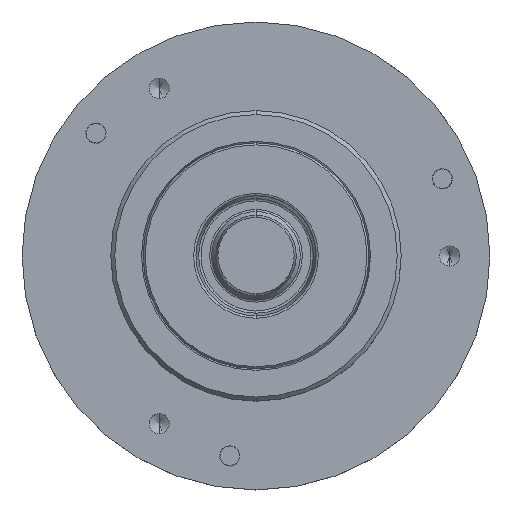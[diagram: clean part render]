
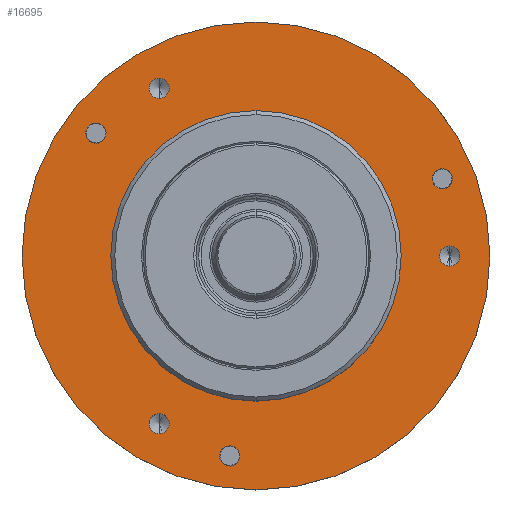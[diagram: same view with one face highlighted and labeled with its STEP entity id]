
A CAD part, top view. The second image highlights one B-rep face of the part: STEP entity #16695.
In plain terms, the highlighted planar face has unit normal (0, 0, 1).
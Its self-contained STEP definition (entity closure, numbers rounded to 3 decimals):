
#3642=CARTESIAN_POINT('',(0.,0.,17.));
#3643=DIRECTION('',(0.,0.,1.));
#3644=DIRECTION('',(1.,0.,0.));
#3645=AXIS2_PLACEMENT_3D('',#3642,#3643,#3644);
#3647=CARTESIAN_POINT('',(0.,0.,17.));
#3648=DIRECTION('',(0.,0.,1.));
#3649=DIRECTION('',(-1.,0.,0.));
#3650=AXIS2_PLACEMENT_3D('',#3647,#3648,#3649);
#3652=CARTESIAN_POINT('',(-19.834,15.219,17.));
#3653=DIRECTION('',(0.,0.,-1.));
#3654=DIRECTION('',(-0.793,0.609,0.));
#3655=AXIS2_PLACEMENT_3D('',#3652,#3653,#3654);
#3657=CARTESIAN_POINT('',(-19.834,15.219,17.));
#3658=DIRECTION('',(0.,0.,-1.));
#3659=DIRECTION('',(0.793,-0.609,0.));
#3660=AXIS2_PLACEMENT_3D('',#3657,#3658,#3659);
#3662=CARTESIAN_POINT('',(-3.263,-24.786,17.));
#3663=DIRECTION('',(0.,0.,-1.));
#3664=DIRECTION('',(-0.131,-0.991,0.));
#3665=AXIS2_PLACEMENT_3D('',#3662,#3663,#3664);
#3667=CARTESIAN_POINT('',(-3.263,-24.786,17.));
#3668=DIRECTION('',(0.,0.,-1.));
#3669=DIRECTION('',(0.131,0.991,0.));
#3670=AXIS2_PLACEMENT_3D('',#3667,#3668,#3669);
#3672=CARTESIAN_POINT('',(23.097,9.567,17.));
#3673=DIRECTION('',(0.,0.,-1.));
#3674=DIRECTION('',(0.924,0.383,0.));
#3675=AXIS2_PLACEMENT_3D('',#3672,#3673,#3674);
#3677=CARTESIAN_POINT('',(23.097,9.567,17.));
#3678=DIRECTION('',(0.,0.,-1.));
#3679=DIRECTION('',(-0.924,-0.383,0.));
#3680=AXIS2_PLACEMENT_3D('',#3677,#3678,#3679);
#3682=CARTESIAN_POINT('',(-12.,-20.785,17.));
#3683=DIRECTION('',(0.,0.,1.));
#3684=DIRECTION('',(0.,-1.,0.));
#3685=AXIS2_PLACEMENT_3D('',#3682,#3683,#3684);
#3687=CARTESIAN_POINT('',(-12.,-20.785,17.));
#3688=DIRECTION('',(0.,0.,1.));
#3689=DIRECTION('',(0.,1.,0.));
#3690=AXIS2_PLACEMENT_3D('',#3687,#3688,#3689);
#3692=CARTESIAN_POINT('',(-12.,20.785,17.));
#3693=DIRECTION('',(0.,0.,1.));
#3694=DIRECTION('',(0.,-1.,0.));
#3695=AXIS2_PLACEMENT_3D('',#3692,#3693,#3694);
#3697=CARTESIAN_POINT('',(-12.,20.785,17.));
#3698=DIRECTION('',(0.,0.,1.));
#3699=DIRECTION('',(0.,1.,0.));
#3700=AXIS2_PLACEMENT_3D('',#3697,#3698,#3699);
#3702=CARTESIAN_POINT('',(24.,0.,17.));
#3703=DIRECTION('',(0.,0.,1.));
#3704=DIRECTION('',(0.,-1.,0.));
#3705=AXIS2_PLACEMENT_3D('',#3702,#3703,#3704);
#3707=CARTESIAN_POINT('',(24.,0.,17.));
#3708=DIRECTION('',(0.,0.,1.));
#3709=DIRECTION('',(0.,1.,0.));
#3710=AXIS2_PLACEMENT_3D('',#3707,#3708,#3709);
#3720=CARTESIAN_POINT('',(0.,0.,17.));
#3721=DIRECTION('',(0.,0.,1.));
#3722=DIRECTION('',(0.,1.,0.));
#3723=AXIS2_PLACEMENT_3D('',#3720,#3721,#3722);
#3757=CARTESIAN_POINT('',(0.,0.,17.));
#3758=DIRECTION('',(0.,0.,-1.));
#3759=DIRECTION('',(0.,1.,0.));
#3760=AXIS2_PLACEMENT_3D('',#3757,#3758,#3759);
#13307=CARTESIAN_POINT('',(0.,18.,17.));
#13308=CARTESIAN_POINT('',(0.,-18.,17.));
#13309=VERTEX_POINT('',#13307);
#13310=VERTEX_POINT('',#13308);
#13311=CARTESIAN_POINT('',(29.,0.,17.));
#13312=CARTESIAN_POINT('',(-29.,0.,17.));
#13313=VERTEX_POINT('',#13311);
#13314=VERTEX_POINT('',#13312);
#13315=CARTESIAN_POINT('',(-20.826,15.98,17.));
#13316=CARTESIAN_POINT('',(-18.842,14.458,17.));
#13317=VERTEX_POINT('',#13315);
#13318=VERTEX_POINT('',#13316);
#13319=CARTESIAN_POINT('',(-3.426,-26.025,17.));
#13320=CARTESIAN_POINT('',(-3.1,-23.547,17.));
#13321=VERTEX_POINT('',#13319);
#13322=VERTEX_POINT('',#13320);
#13323=CARTESIAN_POINT('',(24.252,10.045,17.));
#13324=CARTESIAN_POINT('',(21.942,9.089,17.));
#13325=VERTEX_POINT('',#13323);
#13326=VERTEX_POINT('',#13324);
#13333=CARTESIAN_POINT('',(-12.,-22.035,17.));
#13334=CARTESIAN_POINT('',(-12.,-19.535,17.));
#13335=VERTEX_POINT('',#13333);
#13336=VERTEX_POINT('',#13334);
#13343=CARTESIAN_POINT('',(-12.,19.535,17.));
#13344=CARTESIAN_POINT('',(-12.,22.035,17.));
#13345=VERTEX_POINT('',#13343);
#13346=VERTEX_POINT('',#13344);
#13353=CARTESIAN_POINT('',(24.,-1.25,17.));
#13354=CARTESIAN_POINT('',(24.,1.25,17.));
#13355=VERTEX_POINT('',#13353);
#13356=VERTEX_POINT('',#13354);
#16643=CARTESIAN_POINT('',(0.,0.,17.));
#16644=DIRECTION('',(0.,0.,-1.));
#16645=DIRECTION('',(0.,1.,0.));
#16646=AXIS2_PLACEMENT_3D('',#16643,#16644,#16645);
#16647=PLANE('',#16646);
#16648=ORIENTED_EDGE('',*,*,#16633,.F.);
#16650=ORIENTED_EDGE('',*,*,#16649,.F.);
#16651=EDGE_LOOP('',(#16648,#16650));
#16652=FACE_OUTER_BOUND('',#16651,.F.);
#16654=ORIENTED_EDGE('',*,*,#16653,.T.);
#16656=ORIENTED_EDGE('',*,*,#16655,.F.);
#16657=EDGE_LOOP('',(#16654,#16656));
#16658=FACE_BOUND('',#16657,.F.);
#16660=ORIENTED_EDGE('',*,*,#16659,.F.);
#16662=ORIENTED_EDGE('',*,*,#16661,.F.);
#16663=EDGE_LOOP('',(#16660,#16662));
#16664=FACE_BOUND('',#16663,.F.);
#16666=ORIENTED_EDGE('',*,*,#16665,.F.);
#16668=ORIENTED_EDGE('',*,*,#16667,.F.);
#16669=EDGE_LOOP('',(#16666,#16668));
#16670=FACE_BOUND('',#16669,.F.);
#16672=ORIENTED_EDGE('',*,*,#16671,.F.);
#16674=ORIENTED_EDGE('',*,*,#16673,.F.);
#16675=EDGE_LOOP('',(#16672,#16674));
#16676=FACE_BOUND('',#16675,.F.);
#16678=ORIENTED_EDGE('',*,*,#16677,.T.);
#16680=ORIENTED_EDGE('',*,*,#16679,.T.);
#16681=EDGE_LOOP('',(#16678,#16680));
#16682=FACE_BOUND('',#16681,.F.);
#16684=ORIENTED_EDGE('',*,*,#16683,.T.);
#16686=ORIENTED_EDGE('',*,*,#16685,.T.);
#16687=EDGE_LOOP('',(#16684,#16686));
#16688=FACE_BOUND('',#16687,.F.);
#16690=ORIENTED_EDGE('',*,*,#16689,.T.);
#16692=ORIENTED_EDGE('',*,*,#16691,.T.);
#16693=EDGE_LOOP('',(#16690,#16692));
#16694=FACE_BOUND('',#16693,.F.);
#3646=CIRCLE('',#3645,29.);
#3651=CIRCLE('',#3650,29.);
#3656=CIRCLE('',#3655,1.25);
#3661=CIRCLE('',#3660,1.25);
#3666=CIRCLE('',#3665,1.25);
#3671=CIRCLE('',#3670,1.25);
#3676=CIRCLE('',#3675,1.25);
#3681=CIRCLE('',#3680,1.25);
#3686=CIRCLE('',#3685,1.25);
#3691=CIRCLE('',#3690,1.25);
#3696=CIRCLE('',#3695,1.25);
#3701=CIRCLE('',#3700,1.25);
#3706=CIRCLE('',#3705,1.25);
#3711=CIRCLE('',#3710,1.25);
#3724=CIRCLE('',#3723,18.);
#3761=CIRCLE('',#3760,18.);
#16633=EDGE_CURVE('',#13313,#13314,#3646,.T.);
#16649=EDGE_CURVE('',#13314,#13313,#3651,.T.);
#16653=EDGE_CURVE('',#13309,#13310,#3724,.T.);
#16655=EDGE_CURVE('',#13309,#13310,#3761,.T.);
#16659=EDGE_CURVE('',#13317,#13318,#3656,.T.);
#16661=EDGE_CURVE('',#13318,#13317,#3661,.T.);
#16665=EDGE_CURVE('',#13321,#13322,#3666,.T.);
#16667=EDGE_CURVE('',#13322,#13321,#3671,.T.);
#16671=EDGE_CURVE('',#13325,#13326,#3676,.T.);
#16673=EDGE_CURVE('',#13326,#13325,#3681,.T.);
#16677=EDGE_CURVE('',#13335,#13336,#3686,.T.);
#16679=EDGE_CURVE('',#13336,#13335,#3691,.T.);
#16683=EDGE_CURVE('',#13345,#13346,#3696,.T.);
#16685=EDGE_CURVE('',#13346,#13345,#3701,.T.);
#16689=EDGE_CURVE('',#13355,#13356,#3706,.T.);
#16691=EDGE_CURVE('',#13356,#13355,#3711,.T.);
#16695=ADVANCED_FACE('',(#16652,#16658,#16664,#16670,#16676,#16682,#16688,
#16694),#16647,.F.);
